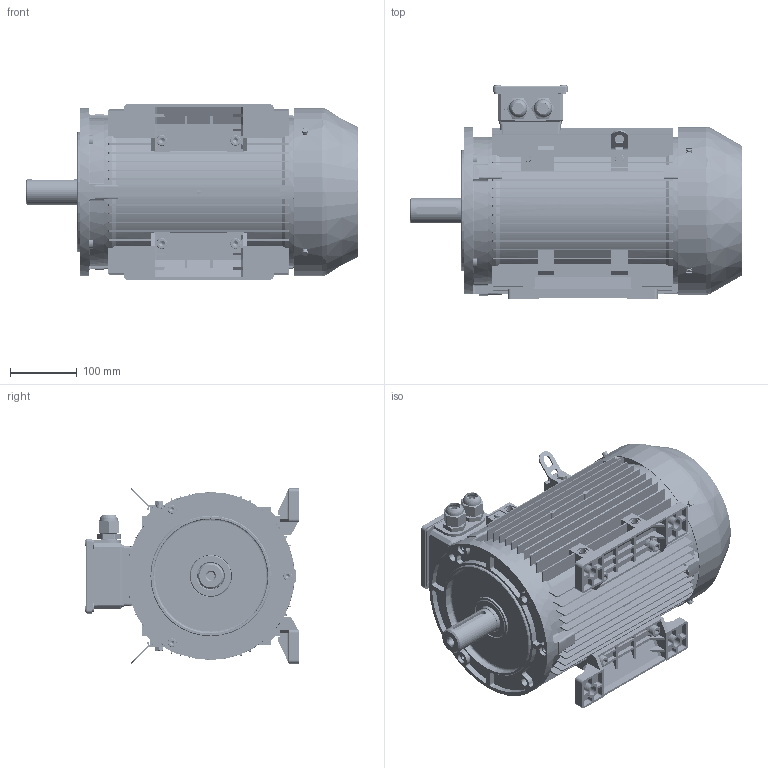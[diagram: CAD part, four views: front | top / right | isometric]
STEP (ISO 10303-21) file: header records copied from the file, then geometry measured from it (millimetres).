
FILE_DESCRIPTION (( 'STEP AP203' ), '1' );
FILE_NAME ('JL3-132M-B34B.step', '2018-12-14T08:54:53', ( '' ), ( '' ), 'SwSTEP 2.0', 'SolidWorks 2018', '' );
FILE_SCHEMA (( 'CONFIG_CONTROL_DESIGN' ));
Products named in the file (1): JL3-132M-B34B
Bounding box: 496 x 319.82 x 263.33 mm (x, y, z)
Volume: 3742512.2 mm3; surface area: 1830741.6 mm2
Topology: 57 solids, 57 shells, 5273 faces, 14585 edges, 9597 vertices
Faces by surface type: plane 2442, cylinder 2259, bspline 276, cone 252, torus 44
Entity records: 220490 total; most frequent: CARTESIAN_POINT 86382, ORIENTED_EDGE 29114, DIRECTION 26548, EDGE_CURVE 14557, VERTEX_POINT 9593, AXIS2_PLACEMENT_3D 9170, VECTOR 8208, LINE 8208
